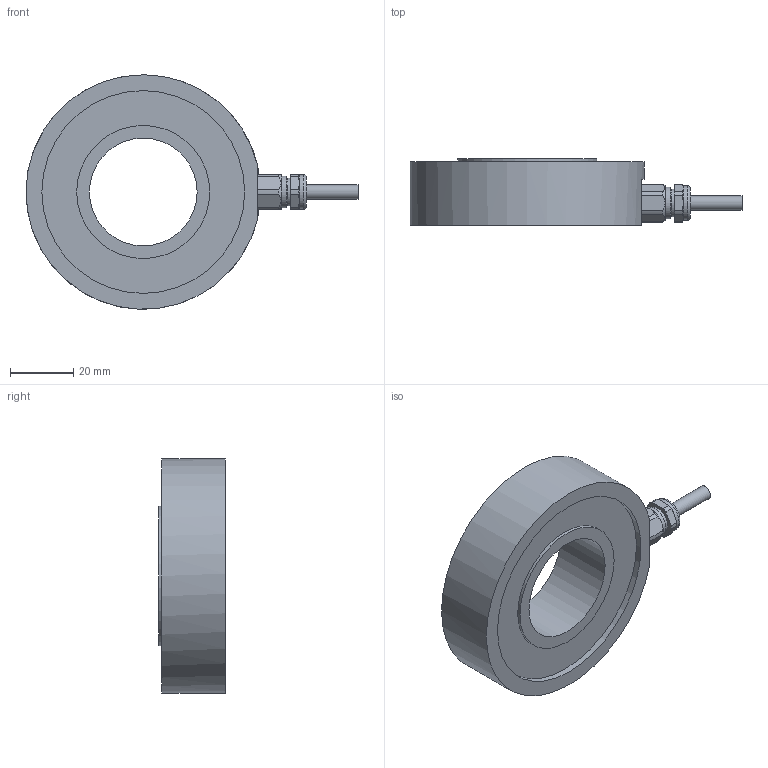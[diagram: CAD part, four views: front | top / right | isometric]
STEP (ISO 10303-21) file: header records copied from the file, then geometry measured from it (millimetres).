
FILE_DESCRIPTION (( 'STEP AP203' ), '1' );
FILE_NAME ('a_RKS01B-5k...20k-T.STEP', '2024-10-29T11:25:03', ( '' ), ( '' ), 'SwSTEP 2.0', 'SolidWorks 2023', '' );
FILE_SCHEMA (( 'CONFIG_CONTROL_DESIGN' ));
Length unit declared in the file: millimetre
Products named in the file (4): a_RKS01B-5k...20k-T; X02162Z1 SKINDICHT® MINI M 8x1      Art_ Nr_ 52001880(F=3_5); Kabel Durchmesser 4,5
Assembly tree (3 placements, depth 2):
  a_RKS01B-5k...20k-T
    a_RKS01B-5k...20k-T
    X02162Z1 SKINDICHT® MINI M 8x1      Art_ Nr_ 52001880(F=3_5)
    Kabel Durchmesser 4,5
Bounding box: 104.76 x 21 x 74 mm (x, y, z)
Volume: 63478.3 mm3; surface area: 16273.7 mm2
Topology: 3 solids, 4 shells, 75 faces, 164 edges, 101 vertices
Faces by surface type: cylinder 26, plane 26, cone 20, torus 3
Full cylindrical faces by diameter (mm): 3.5 x1, 4.5 x1, 6.773 x1, 6.8 x1, 8 x1, 8.773 x1, 10 x1, 11 x1, 34 x1, 42 x1, 44 x1, 64 x2, 74 x1
Entity records: 2388 total; most frequent: CARTESIAN_POINT 437, DIRECTION 344, ORIENTED_EDGE 270, AXIS2_PLACEMENT_3D 152, EDGE_CURVE 135, EDGE_LOOP 110, VERTEX_POINT 97, FACE_OUTER_BOUND 92
